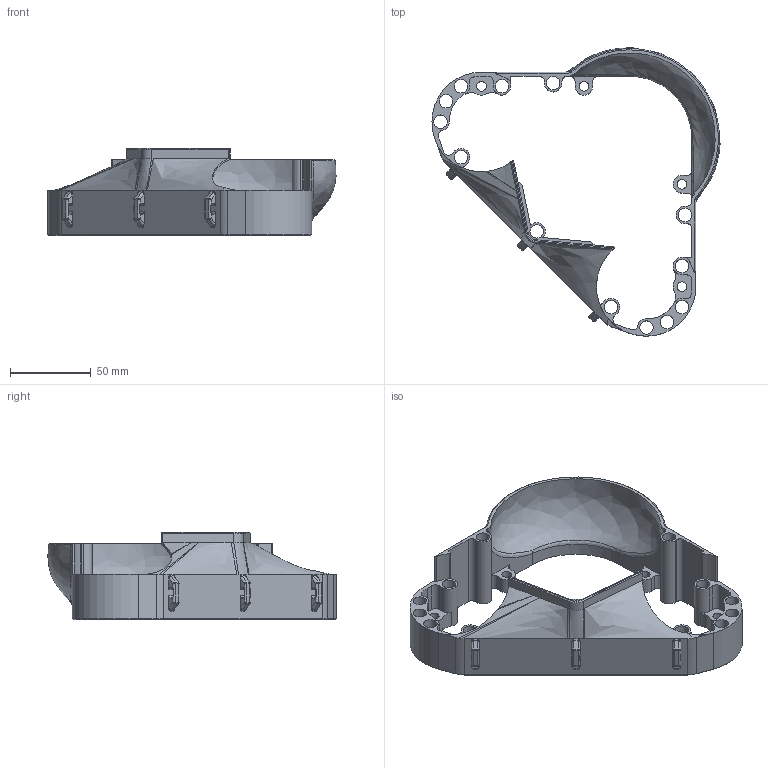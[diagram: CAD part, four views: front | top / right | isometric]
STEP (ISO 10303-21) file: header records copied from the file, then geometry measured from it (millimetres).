
FILE_DESCRIPTION(/* description */ (''),/* implementation_level */ '2;1');
FILE_NAME(/* name */ 'MK4i_cover_001.stp',/* time_stamp */ '2024-02-06T19:47:52-05:00',/* author */ ('Paul'),/* organization */ (''),/* preprocessor_version */ 'ST-DEVELOPER v18.1',/* originating_system */ 'Autodesk Inventor 2022',/* authorisation */ '');
FILE_SCHEMA (('AUTOMOTIVE_DESIGN { 1 0 10303 214 3 1 1 }'));
Length unit declared in the file: inch
Products named in the file (1): MK4i_cover_001
Bounding box: 178.65 x 178.82 x 53.98 mm (x, y, z)
Volume: 87622.7 mm3; surface area: 69843.7 mm2
Topology: 1 solids, 1 shells, 339 faces, 914 edges, 567 vertices
Faces by surface type: cylinder 144, plane 106, bspline 46, torus 24, sphere 12, cone 7
Full cylindrical faces by diameter (mm): 6 x4, 8.344 x13
Entity records: 12222 total; most frequent: CARTESIAN_POINT 3819, ORIENTED_EDGE 1816, DIRECTION 1673, EDGE_CURVE 908, AXIS2_PLACEMENT_3D 617, VERTEX_POINT 567, LINE 439, VECTOR 439
